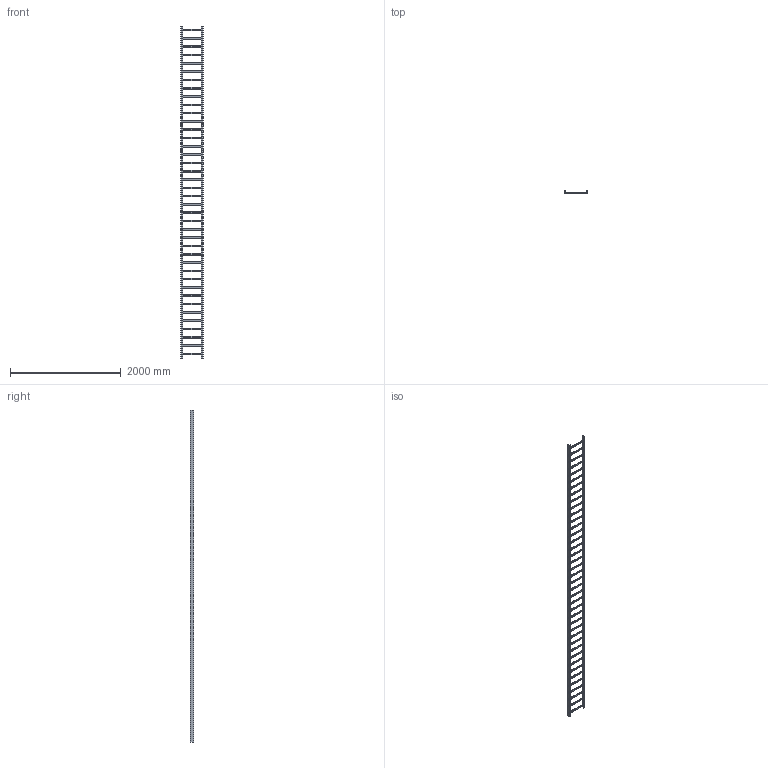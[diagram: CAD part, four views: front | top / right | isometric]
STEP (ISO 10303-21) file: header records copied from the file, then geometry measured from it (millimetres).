
FILE_DESCRIPTION((''),'2;1');
FILE_NAME('863040_PRT','2020-05-15T09:20:36',('tomasz.grudniewski'),(''),'CREO PARAMETRIC BY PTC INC, 2018400','CREO PARAMETRIC BY PTC INC, 2018400','');
FILE_SCHEMA(('CONFIG_CONTROL_DESIGN'));
Length unit declared in the file: millimetre
Products named in the file (1): 863040_PRT
Bounding box: 400 x 60 x 6000 mm (x, y, z)
Volume: 3383416.2 mm3; surface area: 4497045.6 mm2
Topology: 1 solids, 1 shells, 916 faces, 2816 edges, 1824 vertices
Faces by surface type: plane 584, cylinder 332
Entity records: 31398 total; most frequent: ORIENTED_EDGE 5632, CARTESIAN_POINT 5556, DIRECTION 5312, EDGE_CURVE 2816, VECTOR 2152, LINE 2152, VERTEX_POINT 1824, AXIS2_PLACEMENT_3D 1580
